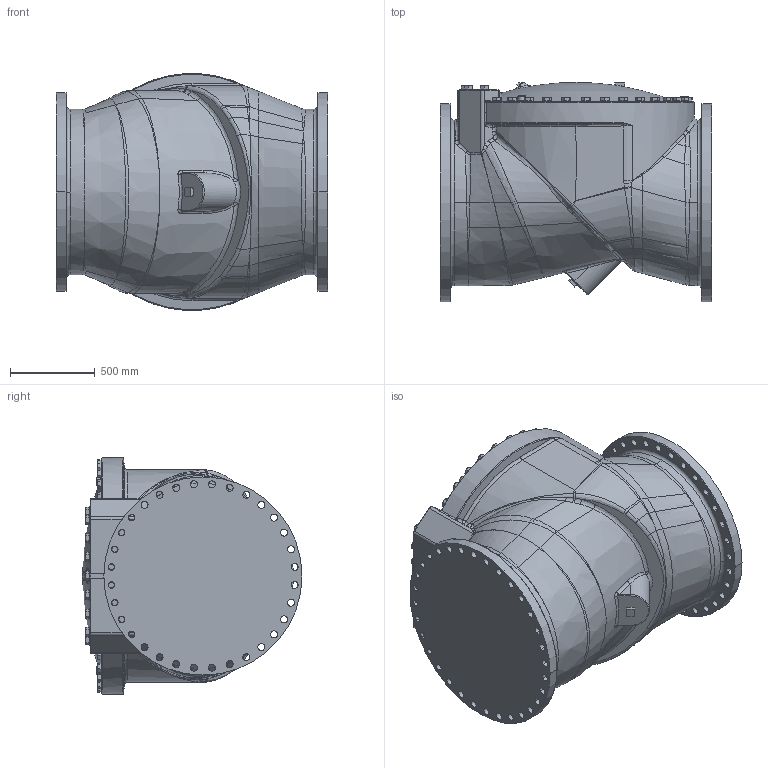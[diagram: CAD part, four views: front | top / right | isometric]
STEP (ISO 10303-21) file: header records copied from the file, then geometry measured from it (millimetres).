
FILE_DESCRIPTION((''),'2;1');
FILE_NAME('536A_SW0004','2020-07-22T09:31:09',('tomb'),(''),'CREO PARAMETRIC BY PTC INC, 2020053','CREO PARAMETRIC BY PTC INC, 2020053','');
FILE_SCHEMA(('CONFIG_CONTROL_DESIGN'));
Length unit declared in the file: inch
Products named in the file (1): 536A_SW0004
Bounding box: 1600.2 x 1297.11 x 1396.95 mm (x, y, z)
Volume: 1714560146.9 mm3; surface area: 10809439.5 mm2
Topology: 1 solids, 18 shells, 1541 faces, 3548 edges, 2153 vertices
Faces by surface type: plane 433, cylinder 373, bspline 252, cone 235, torus 233, sphere 15
Entity records: 76367 total; most frequent: CARTESIAN_POINT 43108, ORIENTED_EDGE 7026, DIRECTION 6618, EDGE_CURVE 3545, AXIS2_PLACEMENT_3D 2827, VERTEX_POINT 2153, EDGE_LOOP 1816, FACE_OUTER_BOUND 1541
